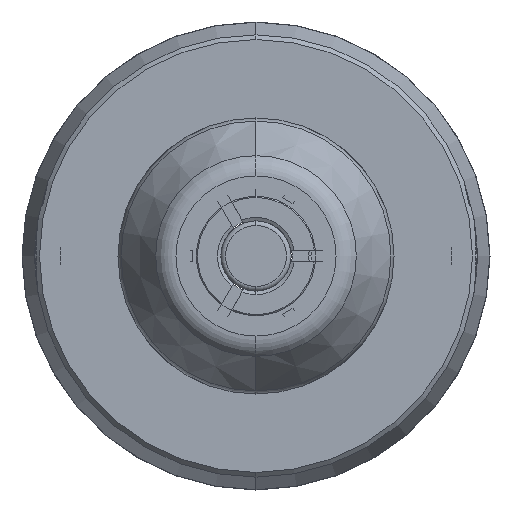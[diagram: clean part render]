
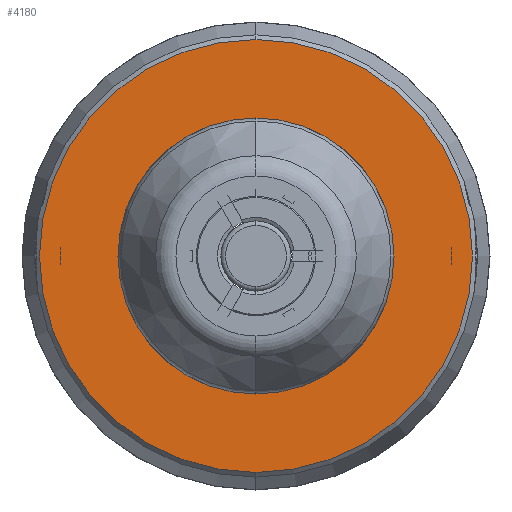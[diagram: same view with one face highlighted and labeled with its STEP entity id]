
A CAD part, left-side view. The second image highlights one B-rep face of the part: STEP entity #4180.
In plain terms, the highlighted planar face has unit normal (-1, 0, 0).
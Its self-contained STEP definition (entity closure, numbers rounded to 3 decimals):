
#67 = EDGE_CURVE ( 'NONE', #4715, #91, #5498, .T. ) ;
#91 = VERTEX_POINT ( 'NONE', #4841 ) ;
#131 = FACE_OUTER_BOUND ( 'NONE', #5833, .T. ) ;
#143 = DIRECTION ( 'NONE',  ( 0., 0., -1. ) ) ;
#258 = CARTESIAN_POINT ( 'NONE',  ( -2.4, 0., 4.8 ) ) ;
#405 = AXIS2_PLACEMENT_3D ( 'NONE', #5815, #920, #1438 ) ;
#619 = CARTESIAN_POINT ( 'NONE',  ( -2.4, 0., 0. ) ) ;
#916 = ORIENTED_EDGE ( 'NONE', *, *, #4959, .T. ) ;
#920 = DIRECTION ( 'NONE',  ( -1., 0., 0. ) ) ;
#1170 = DIRECTION ( 'NONE',  ( 0., 0., -1. ) ) ;
#1438 = DIRECTION ( 'NONE',  ( 0., 0., -1. ) ) ;
#1481 = DIRECTION ( 'NONE',  ( 1., 0., 0. ) ) ;
#1519 = DIRECTION ( 'NONE',  ( 1., 0., 0. ) ) ;
#1662 = CARTESIAN_POINT ( 'NONE',  ( -2.4, 0., 0. ) ) ;
#1678 = ORIENTED_EDGE ( 'NONE', *, *, #1840, .T. ) ;
#1840 = EDGE_CURVE ( 'NONE', #4926, #4648, #4116, .T. ) ;
#1955 = EDGE_LOOP ( 'NONE', ( #1678, #6033 ) ) ;
#2254 = CIRCLE ( 'NONE', #2657, 9.25 ) ;
#2494 = CARTESIAN_POINT ( 'NONE',  ( -2.4, 0., 0. ) ) ;
#2657 = AXIS2_PLACEMENT_3D ( 'NONE', #1662, #4570, #1170 ) ;
#3146 = ORIENTED_EDGE ( 'NONE', *, *, #67, .T. ) ;
#3484 = CARTESIAN_POINT ( 'NONE',  ( -2.4, 0., -4.8 ) ) ;
#3495 = DIRECTION ( 'NONE',  ( 1., 0., 0. ) ) ;
#3685 = AXIS2_PLACEMENT_3D ( 'NONE', #2494, #1519, #4426 ) ;
#3974 = FACE_BOUND ( 'NONE', #1955, .T. ) ;
#4116 = CIRCLE ( 'NONE', #6015, 4.8 ) ;
#4180 = ADVANCED_FACE ( 'NONE', ( #131, #3974 ), #4962, .F. ) ;
#4394 = DIRECTION ( 'NONE',  ( 0., 0., -1. ) ) ;
#4426 = DIRECTION ( 'NONE',  ( 0., 0., -1. ) ) ;
#4570 = DIRECTION ( 'NONE',  ( -1., 0., 0. ) ) ;
#4648 = VERTEX_POINT ( 'NONE', #3484 ) ;
#4715 = VERTEX_POINT ( 'NONE', #5215 ) ;
#4841 = CARTESIAN_POINT ( 'NONE',  ( -2.4, 0., 9.25 ) ) ;
#4881 = CARTESIAN_POINT ( 'NONE',  ( -2.4, 0., 0. ) ) ;
#4926 = VERTEX_POINT ( 'NONE', #258 ) ;
#4959 = EDGE_CURVE ( 'NONE', #91, #4715, #2254, .T. ) ;
#4962 = PLANE ( 'NONE',  #3685 ) ;
#5180 = EDGE_CURVE ( 'NONE', #4648, #4926, #5691, .T. ) ;
#5215 = CARTESIAN_POINT ( 'NONE',  ( -2.4, 0., -9.25 ) ) ;
#5498 = CIRCLE ( 'NONE', #405, 9.25 ) ;
#5691 = CIRCLE ( 'NONE', #5790, 4.8 ) ;
#5790 = AXIS2_PLACEMENT_3D ( 'NONE', #4881, #1481, #4394 ) ;
#5815 = CARTESIAN_POINT ( 'NONE',  ( -2.4, 0., 0. ) ) ;
#5833 = EDGE_LOOP ( 'NONE', ( #3146, #916 ) ) ;
#6015 = AXIS2_PLACEMENT_3D ( 'NONE', #619, #3495, #143 ) ;
#6033 = ORIENTED_EDGE ( 'NONE', *, *, #5180, .T. ) ;
